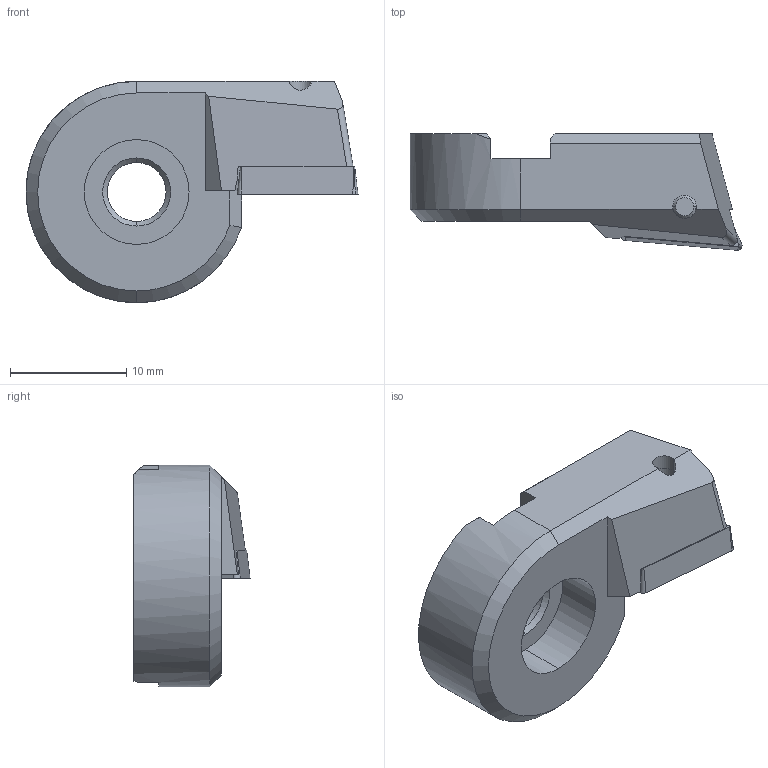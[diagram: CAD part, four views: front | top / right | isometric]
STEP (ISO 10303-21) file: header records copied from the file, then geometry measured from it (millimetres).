
FILE_DESCRIPTION(('no description'),'unknown implementation level');
FILE_NAME('CCCB88AF-5B05-4372-93FF-9D2DC0EAB831_export.stp',' ',('CIMSOURCE GmbH'),('CADClick - KiM GmbH - www.kimweb.de'),'unknown preprocess','ACIS','unknown authorization');
FILE_SCHEMA(('automotive_design'));
Length unit declared in the file: millimetre
Products named in the file (3): 689.001 Kaiser TC11 53-70 25�|694.122 Kaiser ETL M2.5x6.5 T7 IP 10S_309.301;Kreismuster1; 689.001 Kaiser TC11 53-70 25�|655.383 Kaiser TCGT 110204 K10C;Kombinieren1; 689.001 Kaiser TC11 53-70 25�|689.001 Kaiser TC11 53-70 25�;Schnitt-Linear austragen2
Bounding box: 28.5 x 9.98 x 19 mm (x, y, z)
Volume: 2360.7 mm3; surface area: 1755.3 mm2
Topology: 3 solids, 3 shells, 102 faces, 254 edges, 161 vertices
Faces by surface type: cylinder 38, plane 37, cone 23, torus 4
Entity records: 6041 total; most frequent: DIRECTION 573, CARTESIAN_POINT 551, STYLED_ITEM 520, PRESENTATION_STYLE_ASSIGNMENT 520, COLOUR_RGB 520, ORIENTED_EDGE 508, EDGE_CURVE 254, CURVE_STYLE 254
